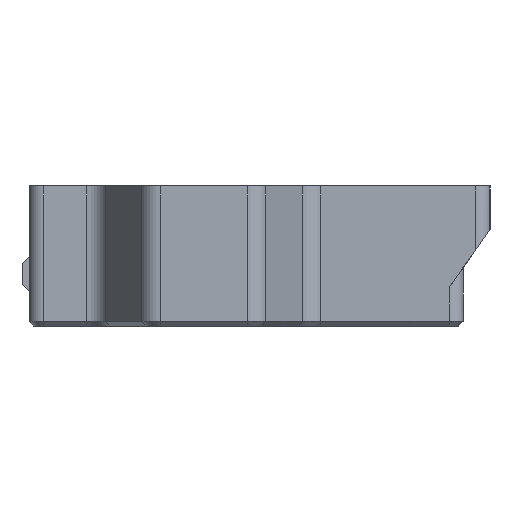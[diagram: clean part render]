
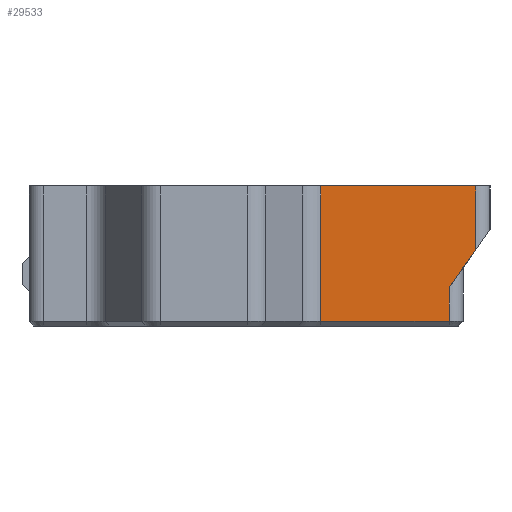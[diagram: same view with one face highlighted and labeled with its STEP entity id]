
A CAD part, left-side view. The second image highlights one B-rep face of the part: STEP entity #29533.
In plain terms, the highlighted planar face has unit normal (-1, 0, 0).
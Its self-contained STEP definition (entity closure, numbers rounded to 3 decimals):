
#4016=FACE_OUTER_BOUND('',#5691,.T.);
#5691=EDGE_LOOP('',(#26550,#26551,#26552,#26553,#26554,#26555));
#8191=LINE('',#51185,#10972);
#8193=LINE('',#51189,#10974);
#8443=LINE('',#52008,#11224);
#8474=LINE('',#52124,#11255);
#8475=LINE('',#52126,#11256);
#8476=LINE('',#52127,#11257);
#10972=VECTOR('',#39880,1000.);
#10974=VECTOR('',#39884,1000.);
#11224=VECTOR('',#40786,1000.);
#11255=VECTOR('',#40895,1000.);
#11256=VECTOR('',#40896,1000.);
#11257=VECTOR('',#40897,1000.);
#13884=VERTEX_POINT('',#50731);
#13960=VERTEX_POINT('',#51183);
#13961=VERTEX_POINT('',#51187);
#14052=VERTEX_POINT('',#52007);
#14098=VERTEX_POINT('',#52123);
#14099=VERTEX_POINT('',#52125);
#17920=EDGE_CURVE('',#13884,#13960,#8191,.T.);
#17922=EDGE_CURVE('',#13961,#13884,#8193,.T.);
#18267=EDGE_CURVE('',#14052,#13960,#8443,.T.);
#18323=EDGE_CURVE('',#13961,#14098,#8474,.T.);
#18324=EDGE_CURVE('',#14098,#14099,#8475,.T.);
#18325=EDGE_CURVE('',#14099,#14052,#8476,.T.);
#26550=ORIENTED_EDGE('',*,*,#17922,.F.);
#26551=ORIENTED_EDGE('',*,*,#18323,.T.);
#26552=ORIENTED_EDGE('',*,*,#18324,.T.);
#26553=ORIENTED_EDGE('',*,*,#18325,.T.);
#26554=ORIENTED_EDGE('',*,*,#18267,.T.);
#26555=ORIENTED_EDGE('',*,*,#17920,.F.);
#27964=PLANE('',#32498);
#29533=ADVANCED_FACE('',(#4016),#27964,.F.);
#32498=AXIS2_PLACEMENT_3D('',#52122,#40893,#40894);
#39880=DIRECTION('',(0.,0.,1.));
#39884=DIRECTION('',(0.,1.,0.));
#40786=DIRECTION('',(0.,1.,0.));
#40893=DIRECTION('center_axis',(1.,0.,0.));
#40894=DIRECTION('ref_axis',(0.,1.,0.));
#40895=DIRECTION('',(0.,0.,1.));
#40896=DIRECTION('',(0.,-0.574,0.819));
#40897=DIRECTION('',(0.,0.,1.));
#50731=CARTESIAN_POINT('',(70.7,-99.976,-53.463));
#51183=CARTESIAN_POINT('',(70.7,-99.976,-41.862));
#51185=CARTESIAN_POINT('',(70.7,-99.976,-56.863));
#51187=CARTESIAN_POINT('',(70.7,-110.991,-53.463));
#51189=CARTESIAN_POINT('',(70.7,-96.072,-53.463));
#52007=CARTESIAN_POINT('',(70.7,-113.291,-41.862));
#52008=CARTESIAN_POINT('',(70.7,-111.691,-41.862));
#52122=CARTESIAN_POINT('Origin',(70.7,-79.953,-56.863));
#52123=CARTESIAN_POINT('',(70.7,-110.991,-50.576));
#52124=CARTESIAN_POINT('',(70.7,-110.991,-52.863));
#52125=CARTESIAN_POINT('',(70.7,-113.291,-47.292));
#52126=CARTESIAN_POINT('',(70.7,-106.159,-57.478));
#52127=CARTESIAN_POINT('',(70.7,-113.291,-56.863));
